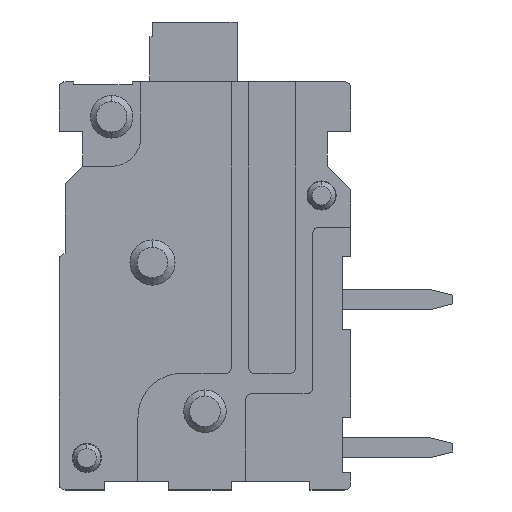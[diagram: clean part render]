
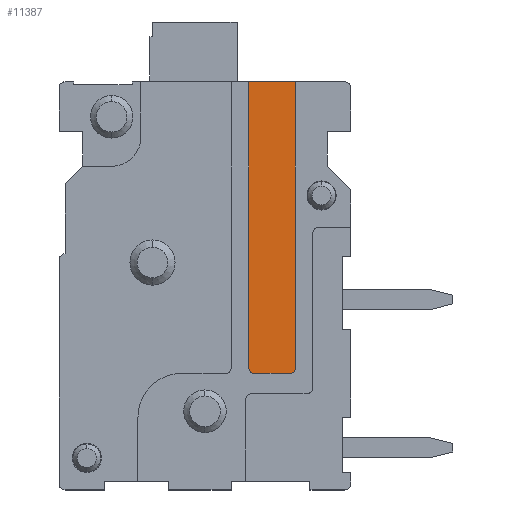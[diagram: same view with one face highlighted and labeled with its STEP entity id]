
A CAD part, left-side view. The second image highlights one B-rep face of the part: STEP entity #11387.
In plain terms, the highlighted face is planar.
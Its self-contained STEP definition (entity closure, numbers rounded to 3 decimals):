
#155 = ORIENTED_EDGE ( 'NONE', *, *, #10703, .T. ) ;
#244 = CARTESIAN_POINT ( 'NONE',  ( 6.7, 4., 3.54 ) ) ;
#289 = ORIENTED_EDGE ( 'NONE', *, *, #8856, .F. ) ;
#295 = LINE ( 'NONE', #11036, #7610 ) ;
#515 = AXIS2_PLACEMENT_3D ( 'NONE', #9997, #10761, #8090 ) ;
#526 = VECTOR ( 'NONE', #7398, 1000. ) ;
#623 = ORIENTED_EDGE ( 'NONE', *, *, #10864, .T. ) ;
#660 = DIRECTION ( 'NONE',  ( 0., 0., 1. ) ) ;
#708 = CARTESIAN_POINT ( 'NONE',  ( 0., 0., 3.54 ) ) ;
#916 = LINE ( 'NONE', #5726, #4965 ) ;
#1411 = EDGE_CURVE ( 'NONE', #7949, #10376, #2371, .T. ) ;
#1478 = VERTEX_POINT ( 'NONE', #2687 ) ;
#1561 = LINE ( 'NONE', #12398, #526 ) ;
#1726 = CIRCLE ( 'NONE', #515, 0.2 ) ;
#2015 = VECTOR ( 'NONE', #10631, 1000. ) ;
#2371 = CIRCLE ( 'NONE', #12379, 0.2 ) ;
#2687 = CARTESIAN_POINT ( 'NONE',  ( 8.1, 4.2, 3.54 ) ) ;
#4597 = CARTESIAN_POINT ( 'NONE',  ( 7.9, 4., 3.54 ) ) ;
#4660 = CARTESIAN_POINT ( 'NONE',  ( 6.5, 14., 3.54 ) ) ;
#4737 = EDGE_CURVE ( 'NONE', #6855, #1478, #1726, .T. ) ;
#4965 = VECTOR ( 'NONE', #6751, 1000. ) ;
#4970 = VERTEX_POINT ( 'NONE', #5926 ) ;
#5153 = FACE_OUTER_BOUND ( 'NONE', #7538, .T. ) ;
#5162 = ORIENTED_EDGE ( 'NONE', *, *, #10944, .T. ) ;
#5726 = CARTESIAN_POINT ( 'NONE',  ( 8.1, 4.2, 3.54 ) ) ;
#5926 = CARTESIAN_POINT ( 'NONE',  ( 8.1, 14., 3.54 ) ) ;
#6547 = CARTESIAN_POINT ( 'NONE',  ( 6.5, 4.2, 3.54 ) ) ;
#6751 = DIRECTION ( 'NONE',  ( 0., 1., 0. ) ) ;
#6855 = VERTEX_POINT ( 'NONE', #4597 ) ;
#7398 = DIRECTION ( 'NONE',  ( 0., -1., 0. ) ) ;
#7538 = EDGE_LOOP ( 'NONE', ( #623, #11517, #155, #289, #5162, #7760 ) ) ;
#7610 = VECTOR ( 'NONE', #9052, 1000. ) ;
#7727 = LINE ( 'NONE', #4660, #2015 ) ;
#7760 = ORIENTED_EDGE ( 'NONE', *, *, #1411, .T. ) ;
#7949 = VERTEX_POINT ( 'NONE', #6547 ) ;
#8090 = DIRECTION ( 'NONE',  ( 0., -1., 0. ) ) ;
#8265 = DIRECTION ( 'NONE',  ( -1., 0., 0. ) ) ;
#8856 = EDGE_CURVE ( 'NONE', #9739, #4970, #7727, .T. ) ;
#9052 = DIRECTION ( 'NONE',  ( 1., 0., 0. ) ) ;
#9739 = VERTEX_POINT ( 'NONE', #10849 ) ;
#9997 = CARTESIAN_POINT ( 'NONE',  ( 7.9, 4.2, 3.54 ) ) ;
#10188 = DIRECTION ( 'NONE',  ( 0., 0., 1. ) ) ;
#10376 = VERTEX_POINT ( 'NONE', #244 ) ;
#10631 = DIRECTION ( 'NONE',  ( 1., 0., 0. ) ) ;
#10658 = AXIS2_PLACEMENT_3D ( 'NONE', #708, #660, #12321 ) ;
#10703 = EDGE_CURVE ( 'NONE', #1478, #4970, #916, .T. ) ;
#10761 = DIRECTION ( 'NONE',  ( 0., 0., 1. ) ) ;
#10849 = CARTESIAN_POINT ( 'NONE',  ( 6.5, 14., 3.54 ) ) ;
#10864 = EDGE_CURVE ( 'NONE', #10376, #6855, #295, .T. ) ;
#10944 = EDGE_CURVE ( 'NONE', #9739, #7949, #1561, .T. ) ;
#11036 = CARTESIAN_POINT ( 'NONE',  ( 6.7, 4., 3.54 ) ) ;
#11152 = CARTESIAN_POINT ( 'NONE',  ( 6.7, 4.2, 3.54 ) ) ;
#11387 = ADVANCED_FACE ( 'NONE', ( #5153 ), #12181, .T. ) ;
#11517 = ORIENTED_EDGE ( 'NONE', *, *, #4737, .T. ) ;
#12181 = PLANE ( 'NONE',  #10658 ) ;
#12321 = DIRECTION ( 'NONE',  ( 1., 0., 0. ) ) ;
#12379 = AXIS2_PLACEMENT_3D ( 'NONE', #11152, #10188, #8265 ) ;
#12398 = CARTESIAN_POINT ( 'NONE',  ( 6.5, 14., 3.54 ) ) ;
